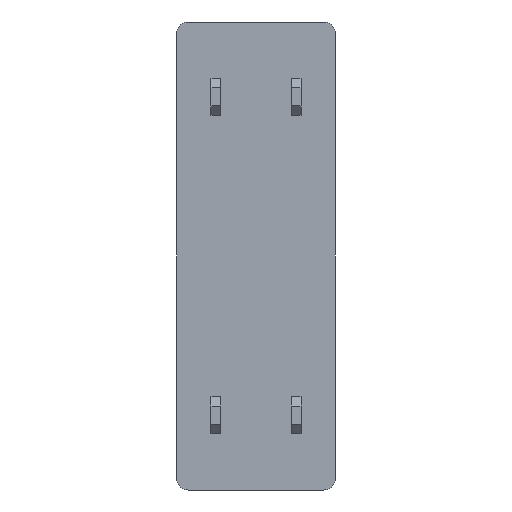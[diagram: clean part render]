
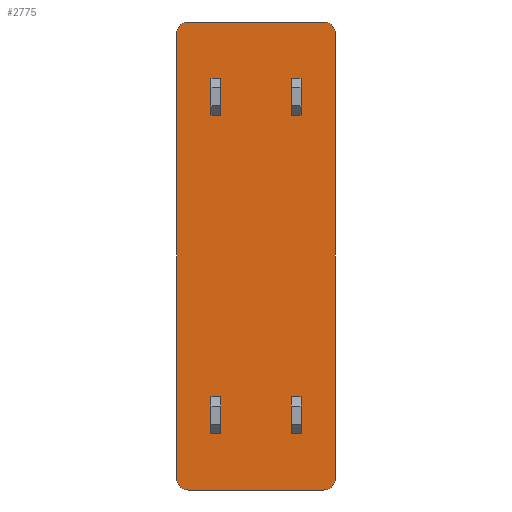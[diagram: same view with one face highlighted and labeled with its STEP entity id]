
A CAD part, front view. The second image highlights one B-rep face of the part: STEP entity #2775.
In plain terms, the highlighted planar face has unit normal (0, -1, 0).
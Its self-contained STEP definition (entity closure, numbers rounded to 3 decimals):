
#74=PLANE('',#3086);
#216=FACE_OUTER_BOUND('',#380,.T.);
#380=EDGE_LOOP('',(#1996,#1997,#1998,#1999,#2000,#2001,#2002,#2003));
#541=LINE('',#4154,#883);
#544=LINE('',#4162,#886);
#558=LINE('',#4195,#900);
#559=LINE('',#4198,#901);
#883=VECTOR('',#3349,10.);
#886=VECTOR('',#3358,10.);
#900=VECTOR('',#3390,10.);
#901=VECTOR('',#3393,10.);
#1226=CIRCLE('',#3073,0.5);
#1227=CIRCLE('',#3076,0.5);
#1228=CIRCLE('',#3085,0.5);
#1229=CIRCLE('',#3087,0.5);
#1282=VERTEX_POINT('',#4146);
#1283=VERTEX_POINT('',#4148);
#1284=VERTEX_POINT('',#4152);
#1285=VERTEX_POINT('',#4156);
#1286=VERTEX_POINT('',#4160);
#1295=VERTEX_POINT('',#4190);
#1296=VERTEX_POINT('',#4194);
#1297=VERTEX_POINT('',#4196);
#1539=EDGE_CURVE('',#1282,#1283,#1226,.T.);
#1542=EDGE_CURVE('',#1284,#1282,#541,.T.);
#1544=EDGE_CURVE('',#1285,#1284,#1227,.T.);
#1546=EDGE_CURVE('',#1286,#1285,#544,.T.);
#1560=EDGE_CURVE('',#1295,#1286,#1228,.T.);
#1561=EDGE_CURVE('',#1296,#1295,#558,.T.);
#1562=EDGE_CURVE('',#1297,#1296,#1229,.T.);
#1563=EDGE_CURVE('',#1283,#1297,#559,.T.);
#1996=ORIENTED_EDGE('',*,*,#1560,.F.);
#1997=ORIENTED_EDGE('',*,*,#1561,.F.);
#1998=ORIENTED_EDGE('',*,*,#1562,.F.);
#1999=ORIENTED_EDGE('',*,*,#1563,.F.);
#2000=ORIENTED_EDGE('',*,*,#1539,.F.);
#2001=ORIENTED_EDGE('',*,*,#1542,.F.);
#2002=ORIENTED_EDGE('',*,*,#1544,.F.);
#2003=ORIENTED_EDGE('',*,*,#1546,.F.);
#2775=ADVANCED_FACE('',(#216),#74,.F.);
#3073=AXIS2_PLACEMENT_3D('',#4149,#3343,#3344);
#3076=AXIS2_PLACEMENT_3D('',#4158,#3353,#3354);
#3085=AXIS2_PLACEMENT_3D('',#4192,#3386,#3387);
#3086=AXIS2_PLACEMENT_3D('',#4193,#3388,#3389);
#3087=AXIS2_PLACEMENT_3D('',#4197,#3391,#3392);
#3343=DIRECTION('center_axis',(0.,1.,0.));
#3344=DIRECTION('ref_axis',(0.707,0.,0.707));
#3349=DIRECTION('',(1.,0.,0.));
#3353=DIRECTION('center_axis',(0.,1.,0.));
#3354=DIRECTION('ref_axis',(-0.707,0.,0.707));
#3358=DIRECTION('',(0.,0.,1.));
#3386=DIRECTION('center_axis',(0.,1.,0.));
#3387=DIRECTION('ref_axis',(-0.707,0.,-0.707));
#3388=DIRECTION('center_axis',(0.,1.,0.));
#3389=DIRECTION('ref_axis',(0.,0.,1.));
#3390=DIRECTION('',(-1.,0.,0.));
#3391=DIRECTION('center_axis',(0.,1.,0.));
#3392=DIRECTION('ref_axis',(0.707,0.,-0.707));
#3393=DIRECTION('',(0.,0.,-1.));
#4146=CARTESIAN_POINT('',(2.865,0.,9.905));
#4148=CARTESIAN_POINT('',(3.365,0.,9.405));
#4149=CARTESIAN_POINT('Origin',(2.865,0.,9.405));
#4152=CARTESIAN_POINT('',(-2.865,0.,9.905));
#4154=CARTESIAN_POINT('',(-3.365,0.,9.905));
#4156=CARTESIAN_POINT('',(-3.365,0.,9.405));
#4158=CARTESIAN_POINT('Origin',(-2.865,0.,9.405));
#4160=CARTESIAN_POINT('',(-3.365,0.,-9.405));
#4162=CARTESIAN_POINT('',(-3.365,0.,-9.905));
#4190=CARTESIAN_POINT('',(-2.865,0.,-9.905));
#4192=CARTESIAN_POINT('Origin',(-2.865,0.,-9.405));
#4193=CARTESIAN_POINT('Origin',(0.,0.,0.));
#4194=CARTESIAN_POINT('',(2.865,0.,-9.905));
#4195=CARTESIAN_POINT('',(3.365,0.,-9.905));
#4196=CARTESIAN_POINT('',(3.365,0.,-9.405));
#4197=CARTESIAN_POINT('Origin',(2.865,0.,-9.405));
#4198=CARTESIAN_POINT('',(3.365,0.,9.905));
